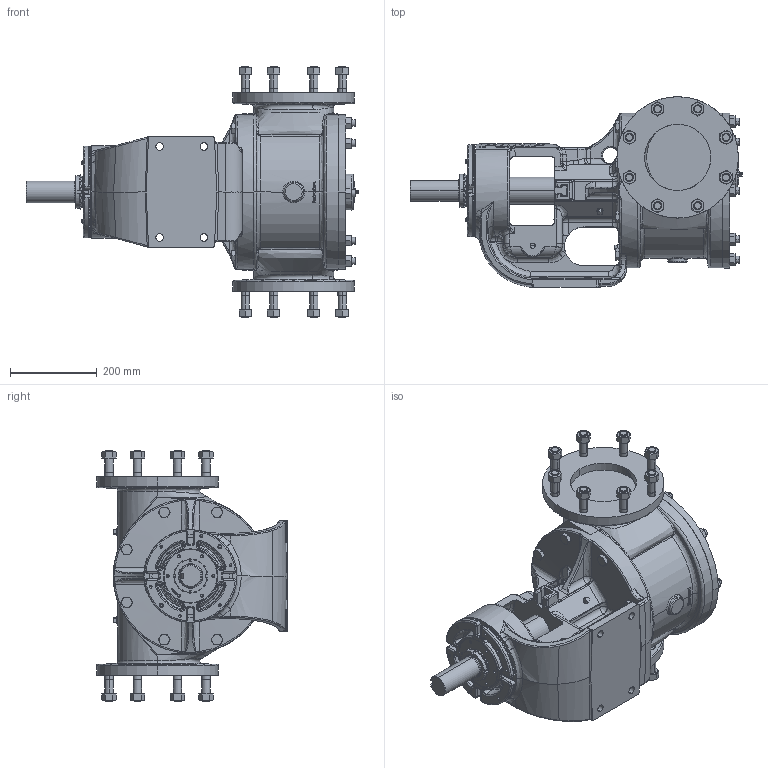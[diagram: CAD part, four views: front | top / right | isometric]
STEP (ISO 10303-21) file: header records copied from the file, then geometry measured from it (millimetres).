
FILE_DESCRIPTION (( 'STEP AP214' ), '1' );
FILE_NAME ('QS123A.1.STEP', '2016-09-14T12:54:30', ( '' ), ( '' ), 'SwSTEP 2.0', 'SolidWorks 2015', '' );
FILE_SCHEMA (( 'AUTOMOTIVE_DESIGN' ));
Length unit declared in the file: inch
Products named in the file (2): QS123A.1
Bounding box: 763.92 x 438.15 x 577.6 mm (x, y, z)
Volume: 37482243.1 mm3; surface area: 1542310.1 mm2
Topology: 1 solids, 1 shells, 3705 faces, 9404 edges, 5796 vertices
Faces by surface type: plane 1155, cylinder 1028, bspline 911, cone 611
Entity records: 298442 total; most frequent: CARTESIAN_POINT 171544, ORIENTED_EDGE 18574, DIRECTION 14741, EDGE_CURVE 9287, VERTEX_POINT 5796, AXIS2_PLACEMENT_3D 5723, EDGE_LOOP 3951, ADVANCED_FACE 3705
